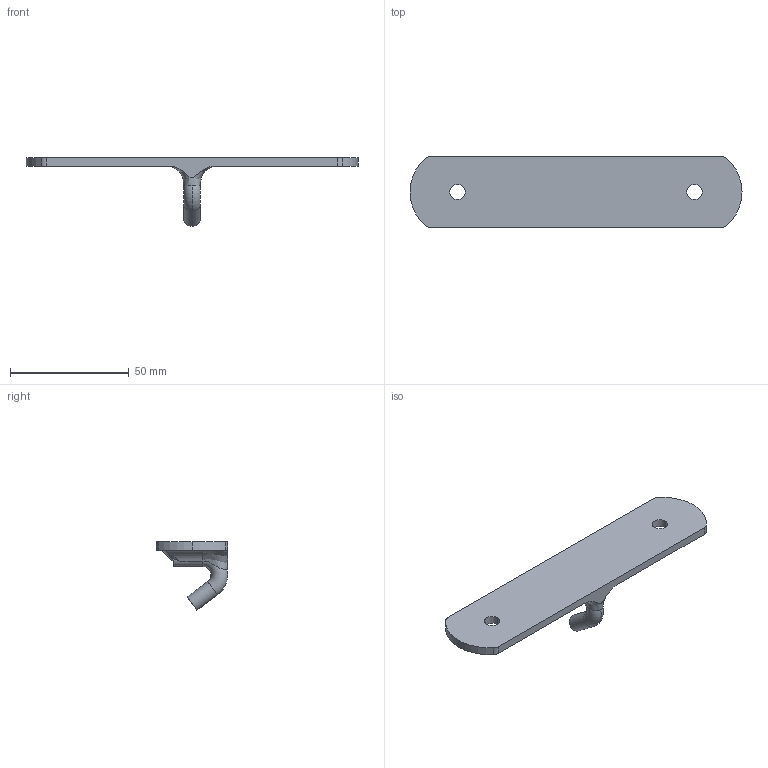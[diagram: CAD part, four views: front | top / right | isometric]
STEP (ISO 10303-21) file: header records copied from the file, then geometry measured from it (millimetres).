
FILE_DESCRIPTION (( 'STEP AP203' ), '1' );
FILE_NAME ('Front_Hook_Défaut_sldprt.STEP', '2020-01-15T11:00:26', ( '' ), ( '' ), 'SwSTEP 2.0', 'SolidWorks 2017', '' );
FILE_SCHEMA (( 'CONFIG_CONTROL_DESIGN' ));
Length unit declared in the file: millimetre
Products named in the file (1): Front_Hook_Défaut_sldprt
Bounding box: 140 x 30 x 28.8 mm (x, y, z)
Volume: 16316.9 mm3; surface area: 9941 mm2
Topology: 1 solids, 1 shells, 28 faces, 74 edges, 48 vertices
Faces by surface type: cylinder 16, plane 7, bspline 3, torus 2
Entity records: 1406 total; most frequent: CARTESIAN_POINT 639, ORIENTED_EDGE 148, DIRECTION 144, EDGE_CURVE 74, AXIS2_PLACEMENT_3D 59, VERTEX_POINT 48, CIRCLE 33, EDGE_LOOP 32
